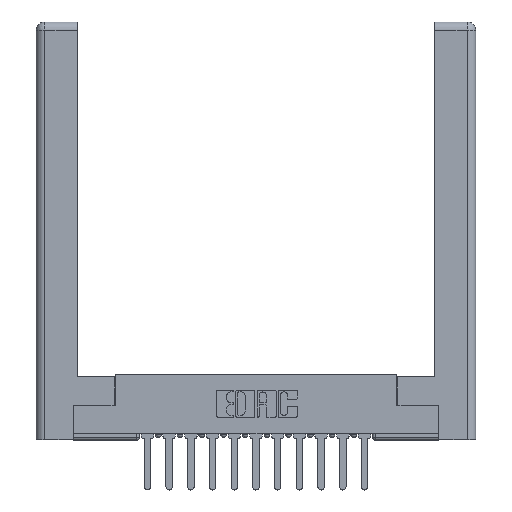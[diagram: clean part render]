
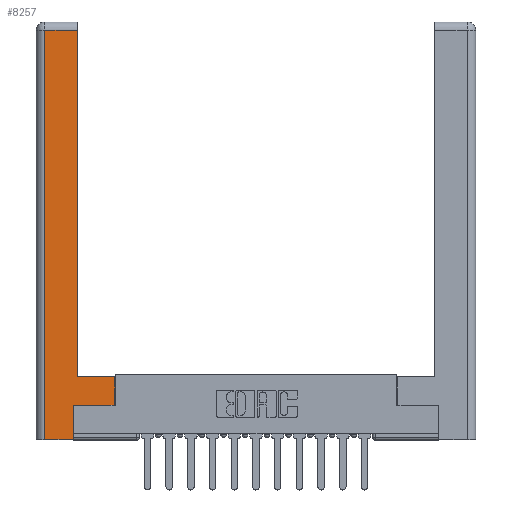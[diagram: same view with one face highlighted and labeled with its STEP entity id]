
A CAD part, top view. The second image highlights one B-rep face of the part: STEP entity #8257.
In plain terms, the highlighted planar face has unit normal (0, 0, 1).
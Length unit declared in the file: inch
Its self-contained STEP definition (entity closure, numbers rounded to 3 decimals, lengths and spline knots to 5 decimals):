
#228 = ORIENTED_EDGE ( 'NONE', *, *, #13540, .T. ) ;
#378 = CARTESIAN_POINT ( 'NONE',  ( 0.565, 0.245, 0. ) ) ;
#482 = CARTESIAN_POINT ( 'NONE',  ( 0., 0., 0. ) ) ;
#548 = ORIENTED_EDGE ( 'NONE', *, *, #14358, .T. ) ;
#610 = VERTEX_POINT ( 'NONE', #13887 ) ;
#1048 = ORIENTED_EDGE ( 'NONE', *, *, #2363, .T. ) ;
#1315 = LINE ( 'NONE', #3729, #2082 ) ;
#1551 = FACE_OUTER_BOUND ( 'NONE', #11346, .T. ) ;
#1878 = DIRECTION ( 'NONE',  ( -1., 0., 0. ) ) ;
#2082 = VECTOR ( 'NONE', #12273, 39.37008 ) ;
#2363 = EDGE_CURVE ( 'NONE', #14663, #6954, #11431, .T. ) ;
#2558 = CARTESIAN_POINT ( 'NONE',  ( 0.295, 3., 0. ) ) ;
#2708 = DIRECTION ( 'NONE',  ( 0., -1., 0. ) ) ;
#2824 = CARTESIAN_POINT ( 'NONE',  ( 0.0615, 0., 0. ) ) ;
#2881 = EDGE_CURVE ( 'NONE', #5775, #7374, #1315, .T. ) ;
#3456 = VECTOR ( 'NONE', #2708, 39.37008 ) ;
#3669 = DIRECTION ( 'NONE',  ( 0., 1., 0. ) ) ;
#3729 = CARTESIAN_POINT ( 'NONE',  ( 0.0615, 2.94, 0. ) ) ;
#3876 = LINE ( 'NONE', #14197, #9998 ) ;
#3914 = CARTESIAN_POINT ( 'NONE',  ( 0.295, 0.45, 0. ) ) ;
#4061 = AXIS2_PLACEMENT_3D ( 'NONE', #482, #4183, #1878 ) ;
#4183 = DIRECTION ( 'NONE',  ( 0., 0., -1. ) ) ;
#4186 = CARTESIAN_POINT ( 'NONE',  ( 0.565, 0.45, 0. ) ) ;
#4414 = DIRECTION ( 'NONE',  ( 1., 0., 0. ) ) ;
#4495 = ORIENTED_EDGE ( 'NONE', *, *, #2881, .T. ) ;
#4916 = EDGE_CURVE ( 'NONE', #8675, #10937, #15425, .T. ) ;
#5348 = DIRECTION ( 'NONE',  ( 0., 1., 0. ) ) ;
#5576 = ORIENTED_EDGE ( 'NONE', *, *, #10502, .T. ) ;
#5775 = VERTEX_POINT ( 'NONE', #10691 ) ;
#6109 = CARTESIAN_POINT ( 'NONE',  ( 0.565, 0.245, 0. ) ) ;
#6475 = CARTESIAN_POINT ( 'NONE',  ( 0.0615, 2.94, 0. ) ) ;
#6573 = LINE ( 'NONE', #15487, #10733 ) ;
#6815 = ORIENTED_EDGE ( 'NONE', *, *, #4916, .T. ) ;
#6954 = VERTEX_POINT ( 'NONE', #7448 ) ;
#7374 = VERTEX_POINT ( 'NONE', #6475 ) ;
#7448 = CARTESIAN_POINT ( 'NONE',  ( 0.295, 0.45, 0. ) ) ;
#8098 = ORIENTED_EDGE ( 'NONE', *, *, #14492, .T. ) ;
#8257 = ADVANCED_FACE ( 'NONE', ( #1551 ), #11488, .F. ) ;
#8675 = VERTEX_POINT ( 'NONE', #9778 ) ;
#9361 = CARTESIAN_POINT ( 'NONE',  ( 0.0615, 0., 0. ) ) ;
#9778 = CARTESIAN_POINT ( 'NONE',  ( 0.265, 0.245, 0. ) ) ;
#9952 = EDGE_CURVE ( 'NONE', #10937, #14663, #11812, .T. ) ;
#9998 = VECTOR ( 'NONE', #10527, 39.37008 ) ;
#10502 = EDGE_CURVE ( 'NONE', #13568, #610, #6573, .T. ) ;
#10527 = DIRECTION ( 'NONE',  ( 0., 1., 0. ) ) ;
#10566 = ORIENTED_EDGE ( 'NONE', *, *, #9952, .T. ) ;
#10691 = CARTESIAN_POINT ( 'NONE',  ( 0.295, 2.94, 0. ) ) ;
#10733 = VECTOR ( 'NONE', #4414, 39.37008 ) ;
#10893 = VECTOR ( 'NONE', #3669, 39.37008 ) ;
#10937 = VERTEX_POINT ( 'NONE', #378 ) ;
#11346 = EDGE_LOOP ( 'NONE', ( #548, #4495, #8098, #5576, #228, #6815, #10566, #1048 ) ) ;
#11431 = LINE ( 'NONE', #3914, #13001 ) ;
#11438 = VECTOR ( 'NONE', #5348, 39.37008 ) ;
#11488 = PLANE ( 'NONE',  #4061 ) ;
#11812 = LINE ( 'NONE', #4186, #11438 ) ;
#12158 = VECTOR ( 'NONE', #13477, 39.37008 ) ;
#12273 = DIRECTION ( 'NONE',  ( -1., 0., 0. ) ) ;
#12448 = LINE ( 'NONE', #2558, #10893 ) ;
#13001 = VECTOR ( 'NONE', #15034, 39.37008 ) ;
#13237 = LINE ( 'NONE', #2824, #3456 ) ;
#13477 = DIRECTION ( 'NONE',  ( 1., 0., 0. ) ) ;
#13540 = EDGE_CURVE ( 'NONE', #610, #8675, #3876, .T. ) ;
#13568 = VERTEX_POINT ( 'NONE', #9361 ) ;
#13887 = CARTESIAN_POINT ( 'NONE',  ( 0.265, 0., 0. ) ) ;
#14058 = CARTESIAN_POINT ( 'NONE',  ( 0.565, 0.45, 0. ) ) ;
#14197 = CARTESIAN_POINT ( 'NONE',  ( 0.265, 0.245, 0. ) ) ;
#14358 = EDGE_CURVE ( 'NONE', #6954, #5775, #12448, .T. ) ;
#14492 = EDGE_CURVE ( 'NONE', #7374, #13568, #13237, .T. ) ;
#14663 = VERTEX_POINT ( 'NONE', #14058 ) ;
#15034 = DIRECTION ( 'NONE',  ( -1., 0., 0. ) ) ;
#15425 = LINE ( 'NONE', #6109, #12158 ) ;
#15487 = CARTESIAN_POINT ( 'NONE',  ( 0.265, 0., 0. ) ) ;
